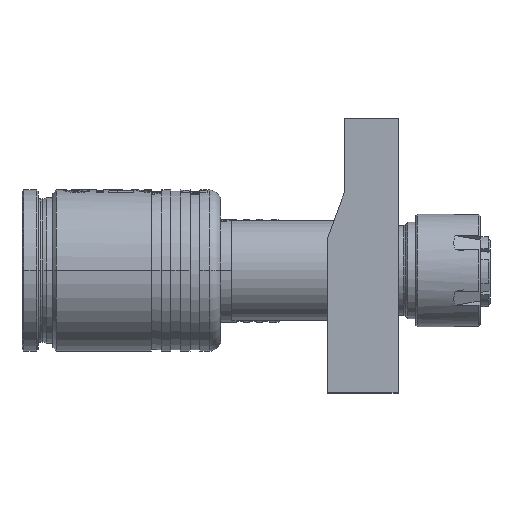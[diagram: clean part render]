
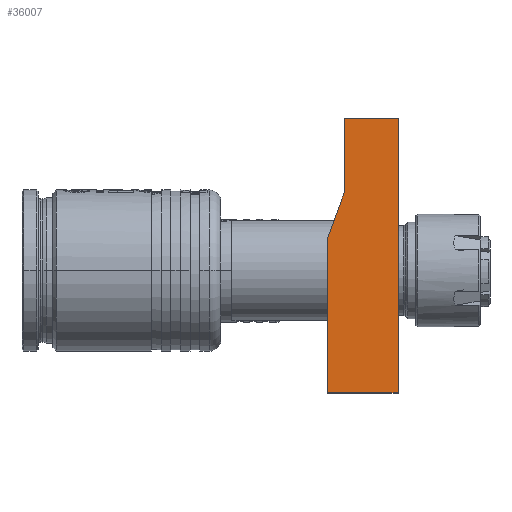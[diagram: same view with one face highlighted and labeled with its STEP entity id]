
A CAD part, top view. The second image highlights one B-rep face of the part: STEP entity #36007.
In plain terms, the highlighted planar face has unit normal (0, 0, 1).
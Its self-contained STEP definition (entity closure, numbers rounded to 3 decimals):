
#35184=DIRECTION('',(0.342,0.94,0.));
#35185=VECTOR('',#35184,16.081);
#35186=CARTESIAN_POINT('',(0.,47.5,42.5));
#35187=LINE('',#35186,#35185);
#35188=DIRECTION('',(0.,-1.,0.));
#35189=VECTOR('',#35188,22.389);
#35190=CARTESIAN_POINT('',(5.5,85.,42.5));
#35191=LINE('',#35190,#35189);
#35192=DIRECTION('',(-1.,0.,0.));
#35193=VECTOR('',#35192,16.5);
#35194=CARTESIAN_POINT('',(22.,85.,42.5));
#35195=LINE('',#35194,#35193);
#35196=DIRECTION('',(0.,1.,0.));
#35197=VECTOR('',#35196,85.);
#35198=CARTESIAN_POINT('',(22.,0.,42.5));
#35199=LINE('',#35198,#35197);
#35200=DIRECTION('',(1.,0.,0.));
#35201=VECTOR('',#35200,22.);
#35202=CARTESIAN_POINT('',(0.,0.,42.5));
#35203=LINE('',#35202,#35201);
#35204=DIRECTION('',(0.,-1.,0.));
#35205=VECTOR('',#35204,47.5);
#35206=CARTESIAN_POINT('',(0.,47.5,42.5));
#35207=LINE('',#35206,#35205);
#35508=CARTESIAN_POINT('',(0.,0.,42.5));
#35509=CARTESIAN_POINT('',(22.,0.,42.5));
#35510=VERTEX_POINT('',#35508);
#35511=VERTEX_POINT('',#35509);
#35512=CARTESIAN_POINT('',(22.,85.,42.5));
#35513=VERTEX_POINT('',#35512);
#35535=CARTESIAN_POINT('',(5.5,62.611,42.5));
#35537=VERTEX_POINT('',#35535);
#35598=CARTESIAN_POINT('',(0.,47.5,42.5));
#35599=VERTEX_POINT('',#35598);
#35600=CARTESIAN_POINT('',(5.5,85.,42.5));
#35601=VERTEX_POINT('',#35600);
#35992=CARTESIAN_POINT('',(0.,0.,42.5));
#35993=DIRECTION('',(0.,0.,1.));
#35994=DIRECTION('',(1.,0.,0.));
#35995=AXIS2_PLACEMENT_3D('',#35992,#35993,#35994);
#35996=PLANE('',#35995);
#35997=ORIENTED_EDGE('',*,*,#35976,.T.);
#35998=ORIENTED_EDGE('',*,*,#35958,.F.);
#35999=ORIENTED_EDGE('',*,*,#35936,.F.);
#36000=ORIENTED_EDGE('',*,*,#35766,.F.);
#36002=ORIENTED_EDGE('',*,*,#36001,.F.);
#36004=ORIENTED_EDGE('',*,*,#36003,.F.);
#36005=EDGE_LOOP('',(#35997,#35998,#35999,#36000,#36002,#36004));
#36006=FACE_OUTER_BOUND('',#36005,.F.);
#35766=EDGE_CURVE('',#35511,#35513,#35199,.T.);
#35936=EDGE_CURVE('',#35513,#35601,#35195,.T.);
#35958=EDGE_CURVE('',#35601,#35537,#35191,.T.);
#35976=EDGE_CURVE('',#35599,#35537,#35187,.T.);
#36001=EDGE_CURVE('',#35510,#35511,#35203,.T.);
#36003=EDGE_CURVE('',#35599,#35510,#35207,.T.);
#36007=ADVANCED_FACE('',(#36006),#35996,.T.);
